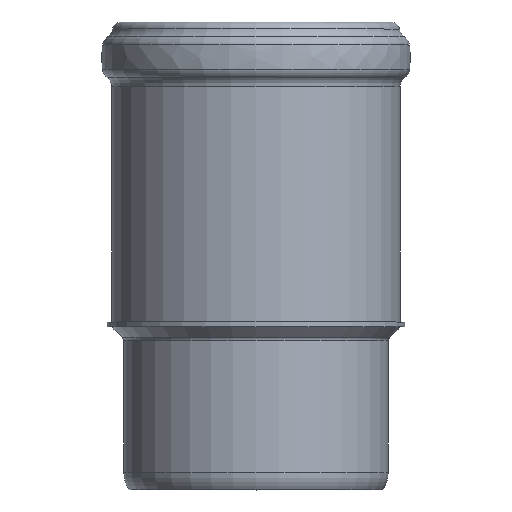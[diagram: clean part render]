
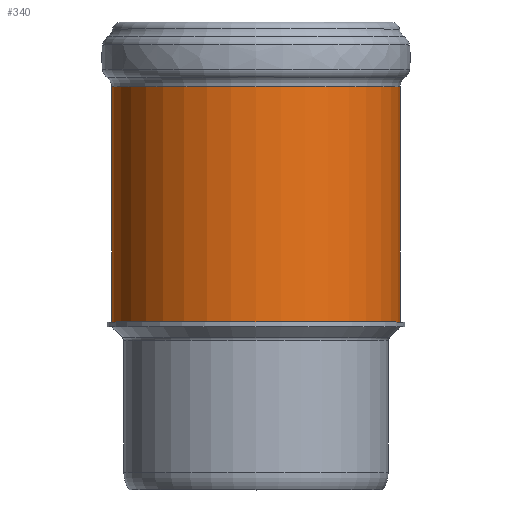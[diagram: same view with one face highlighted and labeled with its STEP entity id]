
A CAD part, top view. The second image highlights one B-rep face of the part: STEP entity #340.
In plain terms, the highlighted cylindrical face has radius 60.2 mm (diameter 120.4 mm), a full revolution.
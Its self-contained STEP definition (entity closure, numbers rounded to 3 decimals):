
#25=CYLINDRICAL_SURFACE('',#397,60.2);
#53=FACE_BOUND('',#134,.T.);
#82=FACE_OUTER_BOUND('',#133,.T.);
#133=EDGE_LOOP('',(#291));
#134=EDGE_LOOP('',(#292));
#171=CIRCLE('',#396,60.2);
#172=CIRCLE('',#398,60.2);
#202=VERTEX_POINT('',#632);
#203=VERTEX_POINT('',#635);
#234=EDGE_CURVE('',#202,#202,#171,.T.);
#235=EDGE_CURVE('',#203,#203,#172,.T.);
#291=ORIENTED_EDGE('',*,*,#234,.T.);
#292=ORIENTED_EDGE('',*,*,#235,.F.);
#340=ADVANCED_FACE('',(#82,#53),#25,.T.);
#396=AXIS2_PLACEMENT_3D('',#633,#505,#506);
#397=AXIS2_PLACEMENT_3D('',#634,#507,#508);
#398=AXIS2_PLACEMENT_3D('',#636,#509,#510);
#505=DIRECTION('center_axis',(0.,-1.,0.));
#506=DIRECTION('ref_axis',(1.,0.,0.));
#507=DIRECTION('center_axis',(0.,-1.,0.));
#508=DIRECTION('ref_axis',(1.,0.,0.));
#509=DIRECTION('center_axis',(0.,-1.,0.));
#510=DIRECTION('ref_axis',(1.,0.,0.));
#632=CARTESIAN_POINT('',(5.05,105.284,0.));
#633=CARTESIAN_POINT('Origin',(-55.15,105.284,0.));
#634=CARTESIAN_POINT('Origin',(-55.15,11.689,0.));
#635=CARTESIAN_POINT('',(5.05,7.05,0.));
#636=CARTESIAN_POINT('Origin',(-55.15,7.05,0.));
